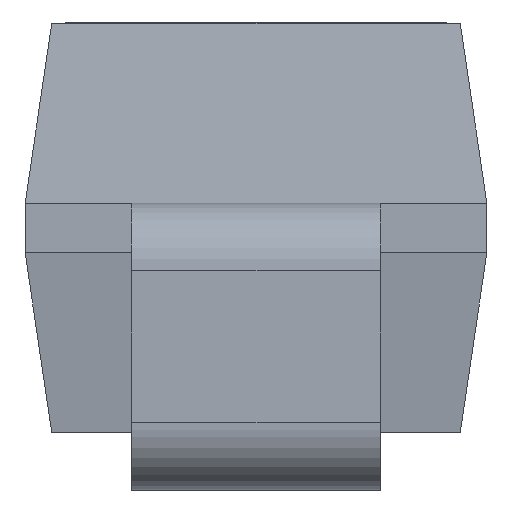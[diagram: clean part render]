
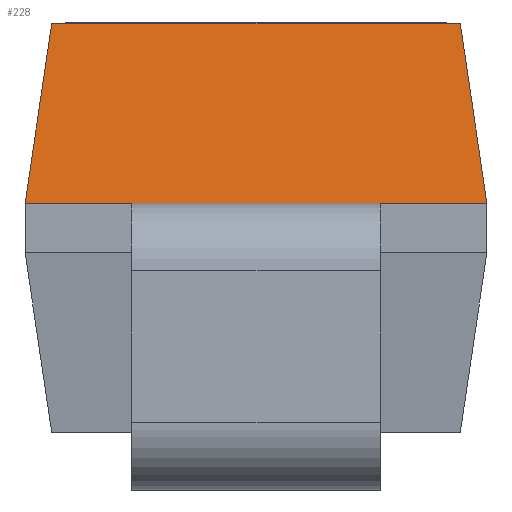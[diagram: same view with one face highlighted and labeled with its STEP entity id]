
A CAD part, left-side view. The second image highlights one B-rep face of the part: STEP entity #228.
In plain terms, the highlighted planar face has unit normal (-0.989, 0, 0.147).
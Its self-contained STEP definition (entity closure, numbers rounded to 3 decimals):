
#64=VERTEX_POINT('',#65);
#65=CARTESIAN_POINT('',(-2.15,-1.3,1.615));
#81=DIRECTION('',(0.,1.,0.));
#119=VECTOR('',#81,1.);
#122=VERTEX_POINT('',#123);
#123=CARTESIAN_POINT('',(-2.15,1.3,1.615));
#127=EDGE_CURVE('',#64,#122,#128,.T.);
#128=LINE('',#65,#119);
#153=ORIENTED_EDGE('',*,*,#154,.F.);
#154=EDGE_CURVE('',#64,#155,#157,.T.);
#155=VERTEX_POINT('',#156);
#156=CARTESIAN_POINT('',(-2.,-1.15,2.625));
#157=LINE('',#158,#159);
#158=CARTESIAN_POINT('',(-2.075,-1.225,2.12));
#159=VECTOR('',#160,1.);
#160=DIRECTION('',(0.145,0.145,0.979));
#228=ADVANCED_FACE('',(#229),#244,.F.);
#229=FACE_BOUND('',#230,.F.);
#230=EDGE_LOOP('',(#231,#153,#237,#238));
#231=ORIENTED_EDGE('',*,*,#232,.F.);
#232=EDGE_CURVE('',#155,#233,#235,.T.);
#233=VERTEX_POINT('',#234);
#234=CARTESIAN_POINT('',(-2.,1.15,2.625));
#235=LINE('',#236,#119);
#236=CARTESIAN_POINT('',(-2.,-1.3,2.625));
#237=ORIENTED_EDGE('',*,*,#127,.T.);
#238=ORIENTED_EDGE('',*,*,#239,.T.);
#239=EDGE_CURVE('',#122,#233,#240,.T.);
#240=LINE('',#241,#242);
#241=CARTESIAN_POINT('',(-2.048,1.198,2.305));
#242=VECTOR('',#243,1.);
#243=DIRECTION('',(0.145,-0.145,0.979));
#244=PLANE('',#245);
#245=AXIS2_PLACEMENT_3D('',#246,#247,#248);
#246=CARTESIAN_POINT('',(-2.075,-1.3,2.12));
#247=DIRECTION('',(0.989,0.,-0.147));
#248=DIRECTION('',(0.,1.,0.));
